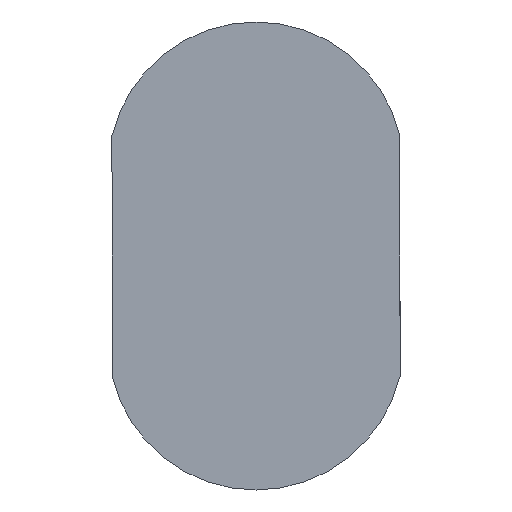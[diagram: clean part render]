
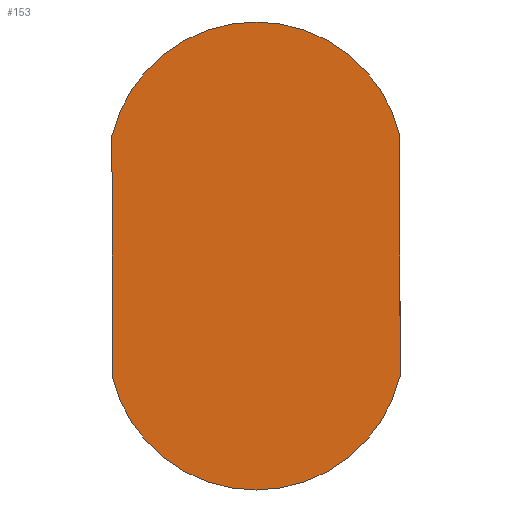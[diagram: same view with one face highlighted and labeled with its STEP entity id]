
A CAD part, left-side view. The second image highlights one B-rep face of the part: STEP entity #153.
In plain terms, the highlighted planar face has unit normal (-1, 0, 0).
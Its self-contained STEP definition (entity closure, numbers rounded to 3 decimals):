
#3 = LINE ( 'NONE', #72, #110 ) ;
#6 = CARTESIAN_POINT ( 'NONE',  ( -20., 4.8, -2.001 ) ) ;
#9 = EDGE_CURVE ( 'NONE', #222, #70, #80, .T. ) ;
#12 = CARTESIAN_POINT ( 'NONE',  ( -20., 0., 2.001 ) ) ;
#15 = CARTESIAN_POINT ( 'NONE',  ( -20., 2.4, -3.9 ) ) ;
#17 = ORIENTED_EDGE ( 'NONE', *, *, #186, .T. ) ;
#33 = ORIENTED_EDGE ( 'NONE', *, *, #193, .F. ) ;
#35 = ORIENTED_EDGE ( 'NONE', *, *, #9, .T. ) ;
#45 = VERTEX_POINT ( 'NONE', #15 ) ;
#50 = AXIS2_PLACEMENT_3D ( 'NONE', #125, #215, #200 ) ;
#52 = ORIENTED_EDGE ( 'NONE', *, *, #95, .F. ) ;
#53 = ORIENTED_EDGE ( 'NONE', *, *, #127, .F. ) ;
#70 = VERTEX_POINT ( 'NONE', #144 ) ;
#72 = CARTESIAN_POINT ( 'NONE',  ( -20., 4.8, -4. ) ) ;
#77 = CARTESIAN_POINT ( 'NONE',  ( -20., 4.8, -4. ) ) ;
#78 = CARTESIAN_POINT ( 'NONE',  ( -20., 2.4, -1.434 ) ) ;
#79 = DIRECTION ( 'NONE',  ( 1., 0., 0. ) ) ;
#80 = CIRCLE ( 'NONE', #205, 2.466 ) ;
#82 = VERTEX_POINT ( 'NONE', #6 ) ;
#87 = CARTESIAN_POINT ( 'NONE',  ( -20., 2.4, 1.434 ) ) ;
#89 = DIRECTION ( 'NONE',  ( 0., 0., -1. ) ) ;
#90 = PLANE ( 'NONE',  #156 ) ;
#95 = EDGE_CURVE ( 'NONE', #82, #70, #3, .T. ) ;
#96 = DIRECTION ( 'NONE',  ( 0., 0., 1. ) ) ;
#110 = VECTOR ( 'NONE', #183, 1000. ) ;
#125 = CARTESIAN_POINT ( 'NONE',  ( -20., 2.4, -1.434 ) ) ;
#127 = EDGE_CURVE ( 'NONE', #45, #82, #151, .T. ) ;
#131 = LINE ( 'NONE', #190, #219 ) ;
#134 = DIRECTION ( 'NONE',  ( 0., 0., -1. ) ) ;
#135 = CIRCLE ( 'NONE', #166, 2.466 ) ;
#144 = CARTESIAN_POINT ( 'NONE',  ( -20., 4.8, 2.001 ) ) ;
#151 = CIRCLE ( 'NONE', #50, 2.466 ) ;
#153 = ADVANCED_FACE ( 'NONE', ( #218 ), #90, .F. ) ;
#156 = AXIS2_PLACEMENT_3D ( 'NONE', #77, #167, #89 ) ;
#161 = DIRECTION ( 'NONE',  ( -1., 0., 0. ) ) ;
#166 = AXIS2_PLACEMENT_3D ( 'NONE', #78, #79, #134 ) ;
#167 = DIRECTION ( 'NONE',  ( 1., 0., 0. ) ) ;
#168 = CARTESIAN_POINT ( 'NONE',  ( -20., 0., -2.001 ) ) ;
#183 = DIRECTION ( 'NONE',  ( 0., 0., 1. ) ) ;
#186 = EDGE_CURVE ( 'NONE', #213, #222, #131, .T. ) ;
#190 = CARTESIAN_POINT ( 'NONE',  ( -20., 0., -4. ) ) ;
#193 = EDGE_CURVE ( 'NONE', #213, #45, #135, .T. ) ;
#200 = DIRECTION ( 'NONE',  ( 0., 0., -1. ) ) ;
#201 = DIRECTION ( 'NONE',  ( 0., 0., 1. ) ) ;
#205 = AXIS2_PLACEMENT_3D ( 'NONE', #87, #161, #96 ) ;
#207 = EDGE_LOOP ( 'NONE', ( #33, #17, #35, #52, #53 ) ) ;
#213 = VERTEX_POINT ( 'NONE', #168 ) ;
#215 = DIRECTION ( 'NONE',  ( 1., 0., 0. ) ) ;
#218 = FACE_OUTER_BOUND ( 'NONE', #207, .T. ) ;
#219 = VECTOR ( 'NONE', #201, 1000. ) ;
#222 = VERTEX_POINT ( 'NONE', #12 ) ;
